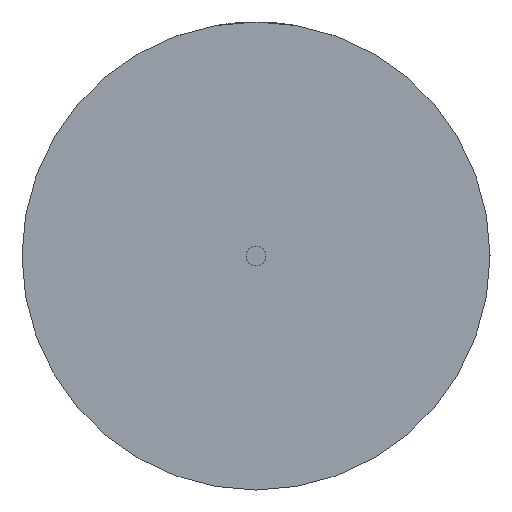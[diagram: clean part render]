
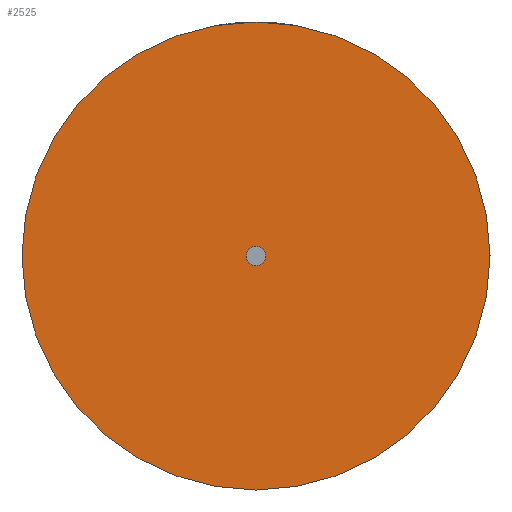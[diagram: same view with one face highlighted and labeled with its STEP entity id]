
A CAD part, left-side view. The second image highlights one B-rep face of the part: STEP entity #2525.
In plain terms, the highlighted planar face has unit normal (-1, 0, 0).
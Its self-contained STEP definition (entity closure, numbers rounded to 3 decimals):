
#55 = DIRECTION ( 'NONE',  ( 0., 0., 1. ) ) ;
#79 = CARTESIAN_POINT ( 'NONE',  ( -0.005, 0., -14.25 ) ) ;
#123 = AXIS2_PLACEMENT_3D ( 'NONE', #1091, #2062, #594 ) ;
#134 = DIRECTION ( 'NONE',  ( 0., 0., 1. ) ) ;
#139 = CARTESIAN_POINT ( 'NONE',  ( -0.005, 0., 0. ) ) ;
#186 = CARTESIAN_POINT ( 'NONE',  ( -0.005, 0., 0.6 ) ) ;
#264 = EDGE_CURVE ( 'NONE', #2210, #1178, #1022, .T. ) ;
#337 = ORIENTED_EDGE ( 'NONE', *, *, #2271, .F. ) ;
#360 = EDGE_CURVE ( 'NONE', #2053, #2532, #1443, .T. ) ;
#383 = DIRECTION ( 'NONE',  ( -1., 0., 0. ) ) ;
#445 = CIRCLE ( 'NONE', #2261, 14.25 ) ;
#546 = AXIS2_PLACEMENT_3D ( 'NONE', #2038, #1594, #55 ) ;
#556 = EDGE_CURVE ( 'NONE', #1178, #2210, #445, .T. ) ;
#594 = DIRECTION ( 'NONE',  ( 0., 0., 1. ) ) ;
#598 = CARTESIAN_POINT ( 'NONE',  ( -0.005, 0., 0. ) ) ;
#888 = CARTESIAN_POINT ( 'NONE',  ( -0.005, 0., 14.25 ) ) ;
#946 = FACE_BOUND ( 'NONE', #1747, .T. ) ;
#1022 = CIRCLE ( 'NONE', #1325, 14.25 ) ;
#1091 = CARTESIAN_POINT ( 'NONE',  ( -0.005, 0., 0. ) ) ;
#1178 = VERTEX_POINT ( 'NONE', #79 ) ;
#1237 = CIRCLE ( 'NONE', #3092, 0.6 ) ;
#1325 = AXIS2_PLACEMENT_3D ( 'NONE', #2884, #1376, #1637 ) ;
#1376 = DIRECTION ( 'NONE',  ( -1., 0., 0. ) ) ;
#1443 = CIRCLE ( 'NONE', #546, 0.6 ) ;
#1594 = DIRECTION ( 'NONE',  ( -1., 0., 0. ) ) ;
#1621 = FACE_OUTER_BOUND ( 'NONE', #2731, .T. ) ;
#1637 = DIRECTION ( 'NONE',  ( 0., 0., 1. ) ) ;
#1747 = EDGE_LOOP ( 'NONE', ( #337, #1921 ) ) ;
#1921 = ORIENTED_EDGE ( 'NONE', *, *, #360, .F. ) ;
#2038 = CARTESIAN_POINT ( 'NONE',  ( -0.005, 0., 0. ) ) ;
#2053 = VERTEX_POINT ( 'NONE', #186 ) ;
#2062 = DIRECTION ( 'NONE',  ( -1., 0., 0. ) ) ;
#2174 = ORIENTED_EDGE ( 'NONE', *, *, #556, .T. ) ;
#2210 = VERTEX_POINT ( 'NONE', #888 ) ;
#2261 = AXIS2_PLACEMENT_3D ( 'NONE', #598, #3141, #134 ) ;
#2271 = EDGE_CURVE ( 'NONE', #2532, #2053, #1237, .T. ) ;
#2416 = DIRECTION ( 'NONE',  ( 0., 0., 1. ) ) ;
#2449 = ORIENTED_EDGE ( 'NONE', *, *, #264, .T. ) ;
#2525 = ADVANCED_FACE ( 'NONE', ( #1621, #946 ), #2770, .T. ) ;
#2532 = VERTEX_POINT ( 'NONE', #2757 ) ;
#2731 = EDGE_LOOP ( 'NONE', ( #2174, #2449 ) ) ;
#2757 = CARTESIAN_POINT ( 'NONE',  ( -0.005, 0., -0.6 ) ) ;
#2770 = PLANE ( 'NONE',  #123 ) ;
#2884 = CARTESIAN_POINT ( 'NONE',  ( -0.005, 0., 0. ) ) ;
#3092 = AXIS2_PLACEMENT_3D ( 'NONE', #139, #383, #2416 ) ;
#3141 = DIRECTION ( 'NONE',  ( -1., 0., 0. ) ) ;
